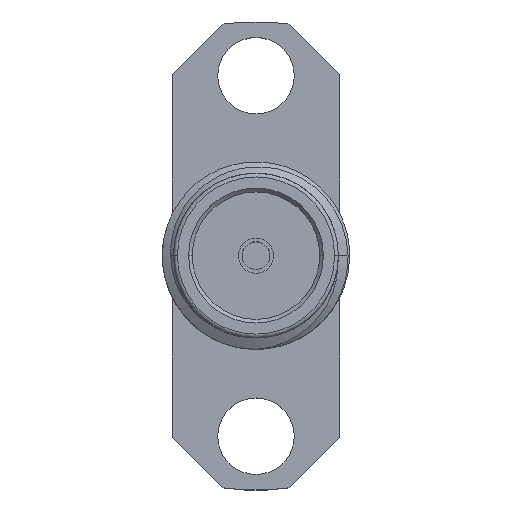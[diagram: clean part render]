
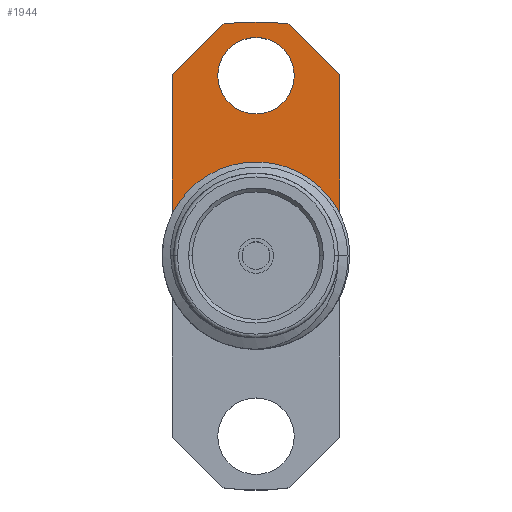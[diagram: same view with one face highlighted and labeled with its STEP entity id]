
A CAD part, top view. The second image highlights one B-rep face of the part: STEP entity #1944.
In plain terms, the highlighted planar face has unit normal (0, 0, 1).
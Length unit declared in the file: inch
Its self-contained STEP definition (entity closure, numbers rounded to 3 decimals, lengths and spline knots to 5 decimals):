
#17 = CARTESIAN_POINT ( 'NONE',  ( 0., 0., 0.065 ) ) ;
#69 = CARTESIAN_POINT ( 'NONE',  ( -0.04405, 0.30938, 0.065 ) ) ;
#183 = DIRECTION ( 'NONE',  ( -1., 0., 0. ) ) ;
#202 = CARTESIAN_POINT ( 'NONE',  ( 0., 0., 0.065 ) ) ;
#225 = ORIENTED_EDGE ( 'NONE', *, *, #350, .T. ) ;
#259 = CIRCLE ( 'NONE', #1867, 0.051 ) ;
#281 = DIRECTION ( 'NONE',  ( 0., -1., 0. ) ) ;
#350 = EDGE_CURVE ( 'NONE', #890, #836, #2070, .T. ) ;
#364 = EDGE_LOOP ( 'NONE', ( #3063, #3024, #2484, #225, #2757, #1289 ) ) ;
#396 = EDGE_CURVE ( 'NONE', #1564, #2528, #2084, .T. ) ;
#421 = DIRECTION ( 'NONE',  ( 0., 1., 0. ) ) ;
#443 = DIRECTION ( 'NONE',  ( 0., 0., 1. ) ) ;
#468 = FACE_OUTER_BOUND ( 'NONE', #364, .T. ) ;
#483 = DIRECTION ( 'NONE',  ( 1., 0., 0. ) ) ;
#527 = CARTESIAN_POINT ( 'NONE',  ( 0.1115, 0.24193, 0.065 ) ) ;
#609 = DIRECTION ( 'NONE',  ( 1., 0., 0. ) ) ;
#712 = CARTESIAN_POINT ( 'NONE',  ( -0.1115, 0.24193, 0.065 ) ) ;
#719 = CARTESIAN_POINT ( 'NONE',  ( 0.1115, -0.31923, 0.065 ) ) ;
#725 = DIRECTION ( 'NONE',  ( 1., 0., 0. ) ) ;
#835 = EDGE_CURVE ( 'NONE', #2778, #982, #259, .T. ) ;
#836 = VERTEX_POINT ( 'NONE', #2671 ) ;
#858 = DIRECTION ( 'NONE',  ( 0., 0., 1. ) ) ;
#883 = AXIS2_PLACEMENT_3D ( 'NONE', #1219, #1491, #183 ) ;
#890 = VERTEX_POINT ( 'NONE', #527 ) ;
#974 = CARTESIAN_POINT ( 'NONE',  ( 0.1115, 0.0277, 0.065 ) ) ;
#982 = VERTEX_POINT ( 'NONE', #1496 ) ;
#1006 = VECTOR ( 'NONE', #281, 39.37008 ) ;
#1029 = CARTESIAN_POINT ( 'NONE',  ( 0.04405, 0.30938, 0.065 ) ) ;
#1057 = EDGE_CURVE ( 'NONE', #2158, #1968, #1321, .T. ) ;
#1137 = EDGE_LOOP ( 'NONE', ( #2047, #1365 ) ) ;
#1219 = CARTESIAN_POINT ( 'NONE',  ( 0., 0., 0.065 ) ) ;
#1259 = VECTOR ( 'NONE', #2054, 39.37008 ) ;
#1289 = ORIENTED_EDGE ( 'NONE', *, *, #1057, .T. ) ;
#1321 = LINE ( 'NONE', #2325, #1646 ) ;
#1365 = ORIENTED_EDGE ( 'NONE', *, *, #3302, .F. ) ;
#1491 = DIRECTION ( 'NONE',  ( 0., 0., -1. ) ) ;
#1496 = CARTESIAN_POINT ( 'NONE',  ( -0.051, 0.2405, 0.065 ) ) ;
#1515 = CARTESIAN_POINT ( 'NONE',  ( 0.051, 0.2405, 0.065 ) ) ;
#1564 = VERTEX_POINT ( 'NONE', #2203 ) ;
#1627 = CARTESIAN_POINT ( 'NONE',  ( 0., 0.2405, 0.065 ) ) ;
#1646 = VECTOR ( 'NONE', #3314, 39.37008 ) ;
#1652 = CIRCLE ( 'NONE', #2359, 0.3125 ) ;
#1778 = CIRCLE ( 'NONE', #3059, 0.051 ) ;
#1867 = AXIS2_PLACEMENT_3D ( 'NONE', #1627, #858, #609 ) ;
#1944 = ADVANCED_FACE ( 'NONE', ( #2216, #468 ), #3062, .F. ) ;
#1968 = VERTEX_POINT ( 'NONE', #712 ) ;
#2047 = ORIENTED_EDGE ( 'NONE', *, *, #835, .F. ) ;
#2054 = DIRECTION ( 'NONE',  ( -0.707, 0.707, 0. ) ) ;
#2070 = LINE ( 'NONE', #1029, #1259 ) ;
#2084 = CIRCLE ( 'NONE', #3201, 0.11489 ) ;
#2097 = EDGE_CURVE ( 'NONE', #836, #2158, #1652, .T. ) ;
#2158 = VERTEX_POINT ( 'NONE', #69 ) ;
#2203 = CARTESIAN_POINT ( 'NONE',  ( -0.1115, 0.0277, 0.065 ) ) ;
#2216 = FACE_BOUND ( 'NONE', #1137, .T. ) ;
#2284 = DIRECTION ( 'NONE',  ( 0., 0., -1. ) ) ;
#2325 = CARTESIAN_POINT ( 'NONE',  ( -0.04405, 0.30938, 0.065 ) ) ;
#2339 = EDGE_CURVE ( 'NONE', #1968, #1564, #2836, .T. ) ;
#2359 = AXIS2_PLACEMENT_3D ( 'NONE', #202, #3041, #725 ) ;
#2484 = ORIENTED_EDGE ( 'NONE', *, *, #2582, .T. ) ;
#2507 = CARTESIAN_POINT ( 'NONE',  ( 0., 0.2405, 0.065 ) ) ;
#2528 = VERTEX_POINT ( 'NONE', #974 ) ;
#2582 = EDGE_CURVE ( 'NONE', #2528, #890, #3032, .T. ) ;
#2671 = CARTESIAN_POINT ( 'NONE',  ( 0.04405, 0.30938, 0.065 ) ) ;
#2757 = ORIENTED_EDGE ( 'NONE', *, *, #2097, .T. ) ;
#2778 = VERTEX_POINT ( 'NONE', #1515 ) ;
#2836 = LINE ( 'NONE', #3326, #1006 ) ;
#3024 = ORIENTED_EDGE ( 'NONE', *, *, #396, .T. ) ;
#3032 = LINE ( 'NONE', #719, #3322 ) ;
#3041 = DIRECTION ( 'NONE',  ( 0., 0., 1. ) ) ;
#3059 = AXIS2_PLACEMENT_3D ( 'NONE', #2507, #443, #483 ) ;
#3062 = PLANE ( 'NONE',  #883 ) ;
#3063 = ORIENTED_EDGE ( 'NONE', *, *, #2339, .T. ) ;
#3091 = DIRECTION ( 'NONE',  ( -1., 0., 0. ) ) ;
#3201 = AXIS2_PLACEMENT_3D ( 'NONE', #17, #2284, #3091 ) ;
#3302 = EDGE_CURVE ( 'NONE', #982, #2778, #1778, .T. ) ;
#3314 = DIRECTION ( 'NONE',  ( -0.707, -0.707, 0. ) ) ;
#3322 = VECTOR ( 'NONE', #421, 39.37008 ) ;
#3326 = CARTESIAN_POINT ( 'NONE',  ( -0.1115, -0.31923, 0.065 ) ) ;
